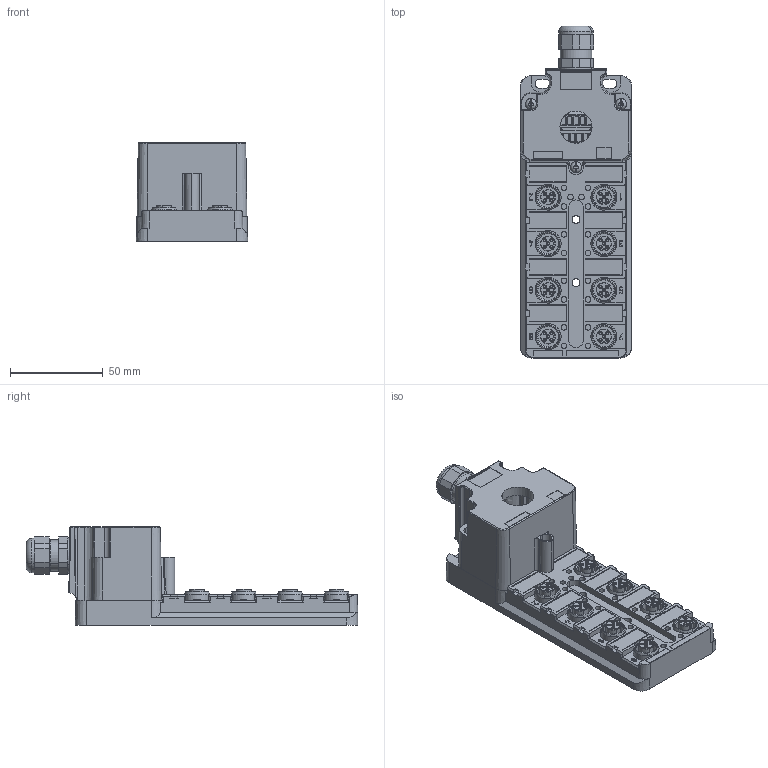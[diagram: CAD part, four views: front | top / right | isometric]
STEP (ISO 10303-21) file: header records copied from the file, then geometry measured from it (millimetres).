
FILE_DESCRIPTION(('CATIA V5 STEP Exchange','CAx-IF Rec.Pracs.--- Model Styling and Organization---1.5--- 2016-08-15','CAx-IF Rec.Pracs.---Supplemental Geometry---1.0---2011-11-01','CAx-IF Rec.Pracs.--- Composite Materials ---1.1---2010-07-15'),'2;1');
FILE_NAME ('018990-2_1', '2025-10-06T05:54:14+00:00', ('none'), ('Weidmueller'), 'CATIA Version 5-6 Release 2024 SP4', 'CATIA V5 STEP AP214 v3', 'none');
FILE_SCHEMA(('AUTOMOTIVE_DESIGN { 1 0 10303 214 1 1 1 1 }'));
Products named in the file (1): 1701252000
Bounding box: 60 x 178.5 x 53 mm (x, y, z)
Volume: 174248.4 mm3; surface area: 77657.7 mm2
Topology: 2 solids, 43 shells, 2482 faces, 6284 edges, 4046 vertices
Faces by surface type: plane 1319, cylinder 775, cone 304, torus 60, sphere 16, bspline 8
Entity records: 71574 total; most frequent: CARTESIAN_POINT 14500, ORIENTED_EDGE 12528, DIRECTION 9019, EDGE_CURVE 6264, VERTEX_POINT 4046, VECTOR 3778, LINE 3778, AXIS2_PLACEMENT_3D 3595
